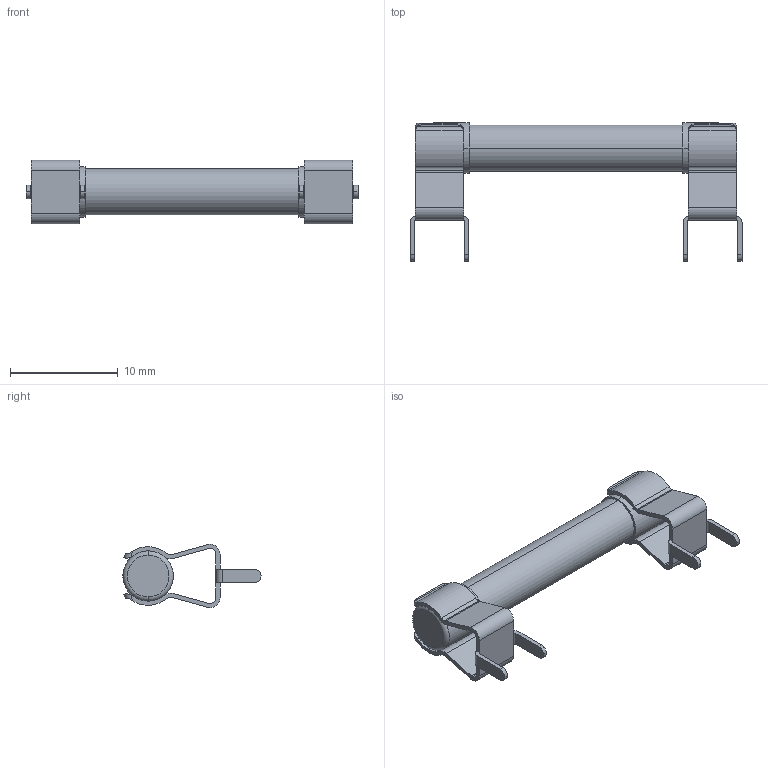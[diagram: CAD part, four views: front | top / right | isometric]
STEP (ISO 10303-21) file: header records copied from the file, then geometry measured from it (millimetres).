
FILE_DESCRIPTION (( 'STEP AP214' ), '1' );
FILE_NAME ('CircuitWorks-FUSE.STEP', '2018-12-14T05:08:28', ( '' ), ( '' ), 'SwSTEP 2.0', 'SolidWorks 2018', '' );
FILE_SCHEMA (( 'AUTOMOTIVE_DESIGN' ));
Length unit declared in the file: millimetre
Products named in the file (1): CircuitWorks-FUSE
Bounding box: 30.88 x 12.85 x 5.9 mm (x, y, z)
Volume: 288.9 mm3; surface area: 1168.6 mm2
Topology: 1 solids, 2 shells, 136 faces, 376 edges, 242 vertices
Faces by surface type: cylinder 82, plane 50, torus 4
Entity records: 4690 total; most frequent: CARTESIAN_POINT 927, DIRECTION 768, ORIENTED_EDGE 752, EDGE_CURVE 376, AXIS2_PLACEMENT_3D 287, VERTEX_POINT 242, VECTOR 194, LINE 194
